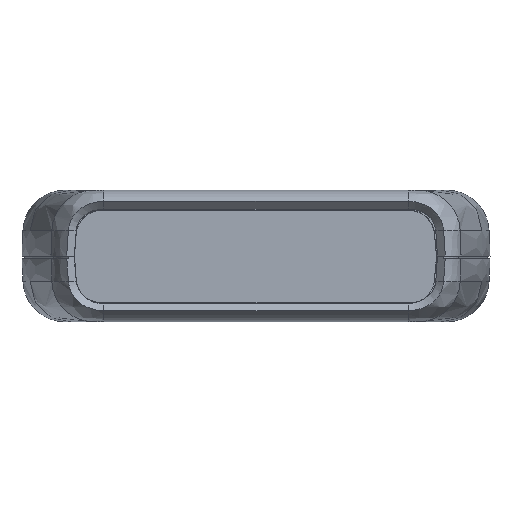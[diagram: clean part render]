
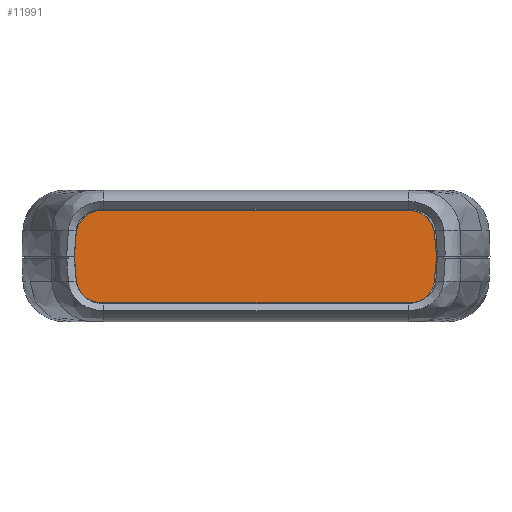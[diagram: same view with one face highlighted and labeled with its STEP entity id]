
A CAD part, front view. The second image highlights one B-rep face of the part: STEP entity #11991.
In plain terms, the highlighted face is planar.
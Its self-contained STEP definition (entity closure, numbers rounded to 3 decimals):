
#347=CIRCLE('',#12666,4.983);
#349=CIRCLE('',#12670,4.983);
#351=CIRCLE('',#12675,4.983);
#353=CIRCLE('',#12679,4.983);
#1447=FACE_OUTER_BOUND('',#2251,.T.);
#2251=EDGE_LOOP('',(#10437,#10438,#10439,#10440,#10441,#10442,#10443,#10444,
#10445,#10446));
#3722=LINE('',#25587,#4508);
#3726=LINE('',#25595,#4512);
#3730=LINE('',#25607,#4516);
#3734=LINE('',#25619,#4520);
#3737=LINE('',#25625,#4523);
#3741=LINE('',#25637,#4527);
#4508=VECTOR('',#14545,3.803);
#4512=VECTOR('',#14551,3.8);
#4516=VECTOR('',#14563,58.261);
#4520=VECTOR('',#14575,3.798);
#4523=VECTOR('',#14580,3.805);
#4527=VECTOR('',#14592,58.258);
#5623=VERTEX_POINT('',#25585);
#5624=VERTEX_POINT('',#25586);
#5627=VERTEX_POINT('',#25594);
#5629=VERTEX_POINT('',#25600);
#5631=VERTEX_POINT('',#25606);
#5633=VERTEX_POINT('',#25612);
#5635=VERTEX_POINT('',#25618);
#5637=VERTEX_POINT('',#25624);
#5639=VERTEX_POINT('',#25630);
#5641=VERTEX_POINT('',#25636);
#7260=EDGE_CURVE('',#5623,#5624,#3722,.T.);
#7264=EDGE_CURVE('',#5624,#5627,#3726,.T.);
#7267=EDGE_CURVE('',#5627,#5629,#347,.T.);
#7270=EDGE_CURVE('',#5629,#5631,#3730,.T.);
#7273=EDGE_CURVE('',#5631,#5633,#349,.T.);
#7276=EDGE_CURVE('',#5633,#5635,#3734,.T.);
#7279=EDGE_CURVE('',#5635,#5637,#3737,.T.);
#7282=EDGE_CURVE('',#5637,#5639,#351,.T.);
#7285=EDGE_CURVE('',#5639,#5641,#3741,.T.);
#7288=EDGE_CURVE('',#5641,#5623,#353,.T.);
#10437=ORIENTED_EDGE('',*,*,#7260,.F.);
#10438=ORIENTED_EDGE('',*,*,#7288,.F.);
#10439=ORIENTED_EDGE('',*,*,#7285,.F.);
#10440=ORIENTED_EDGE('',*,*,#7282,.F.);
#10441=ORIENTED_EDGE('',*,*,#7279,.F.);
#10442=ORIENTED_EDGE('',*,*,#7276,.F.);
#10443=ORIENTED_EDGE('',*,*,#7273,.F.);
#10444=ORIENTED_EDGE('',*,*,#7270,.F.);
#10445=ORIENTED_EDGE('',*,*,#7267,.F.);
#10446=ORIENTED_EDGE('',*,*,#7264,.F.);
#11371=PLANE('',#12681);
#11991=ADVANCED_FACE('',(#1447),#11371,.F.);
#12666=AXIS2_PLACEMENT_3D('',#25601,#14556,#14557);
#12670=AXIS2_PLACEMENT_3D('',#25613,#14568,#14569);
#12675=AXIS2_PLACEMENT_3D('',#25631,#14585,#14586);
#12679=AXIS2_PLACEMENT_3D('',#25642,#14597,#14598);
#12681=AXIS2_PLACEMENT_3D('',#25644,#14601,#14602);
#14545=DIRECTION('',(0.092,0.996,0.));
#14551=DIRECTION('',(-0.092,0.996,0.));
#14556=DIRECTION('center_axis',(0.,0.,1.));
#14557=DIRECTION('ref_axis',(0.,1.,0.));
#14563=DIRECTION('',(-1.,0.,0.));
#14568=DIRECTION('center_axis',(0.,0.,1.));
#14569=DIRECTION('ref_axis',(-1.,-0.025,0.));
#14575=DIRECTION('',(-0.092,-0.996,0.));
#14580=DIRECTION('',(0.092,-0.996,0.));
#14585=DIRECTION('center_axis',(0.,0.,1.));
#14586=DIRECTION('ref_axis',(0.,-1.,0.));
#14592=DIRECTION('',(1.,0.,0.));
#14597=DIRECTION('center_axis',(0.,0.,1.));
#14598=DIRECTION('ref_axis',(1.,0.014,0.));
#14601=DIRECTION('center_axis',(0.,0.,1.));
#14602=DIRECTION('ref_axis',(1.,0.,0.));
#25585=CARTESIAN_POINT('',(1.623,-12.716,-1.));
#25586=CARTESIAN_POINT('',(1.973,-8.929,-1.));
#25587=CARTESIAN_POINT('',(1.973,-8.928,-1.));
#25594=CARTESIAN_POINT('',(1.623,-5.145,-1.));
#25595=CARTESIAN_POINT('',(1.623,-5.146,-1.));
#25600=CARTESIAN_POINT('',(-3.358,-0.041,-1.));
#25601=CARTESIAN_POINT('Origin',(-3.358,-5.023,-1.));
#25606=CARTESIAN_POINT('',(-61.619,-0.041,-1.));
#25607=CARTESIAN_POINT('',(-61.619,-0.041,-1.));
#25612=CARTESIAN_POINT('',(-66.6,-5.149,-1.));
#25613=CARTESIAN_POINT('Origin',(-61.619,-5.023,-1.));
#25618=CARTESIAN_POINT('',(-66.95,-8.932,-1.));
#25619=CARTESIAN_POINT('',(-66.95,-8.933,-1.));
#25624=CARTESIAN_POINT('',(-66.6,-12.72,-1.));
#25625=CARTESIAN_POINT('',(-66.6,-12.72,-1.));
#25630=CARTESIAN_POINT('',(-61.618,-17.771,-1.));
#25631=CARTESIAN_POINT('Origin',(-61.618,-12.788,-1.));
#25636=CARTESIAN_POINT('',(-3.359,-17.771,-1.));
#25637=CARTESIAN_POINT('',(-3.359,-17.771,-1.));
#25642=CARTESIAN_POINT('Origin',(-3.359,-12.788,-1.));
#25644=CARTESIAN_POINT('Origin',(-32.488,-8.906,-1.));
